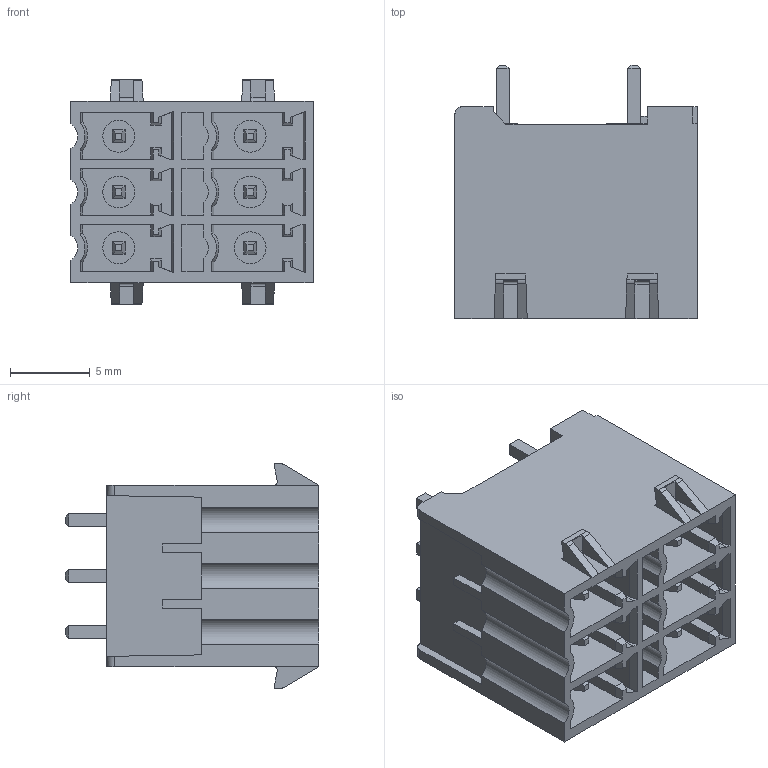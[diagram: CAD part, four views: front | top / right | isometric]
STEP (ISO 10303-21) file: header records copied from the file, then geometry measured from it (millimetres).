
FILE_DESCRIPTION((''),'2;1');
FILE_NAME('TLPHDL-007V-1','2024-09-13T11:59:31',('sheji109'),(''),'CREO PARAMETRIC BY PTC INC, 2018100','CREO PARAMETRIC BY PTC INC, 2018100','');
FILE_SCHEMA(('AUTOMOTIVE_DESIGN { 1 0 10303 214 1 1 1 1 }'));
Length unit declared in the file: millimetre
Products named in the file (1): TLPHDL-007V-1
Bounding box: 15.2 x 15.9 x 14.1 mm (x, y, z)
Volume: 1519.5 mm3; surface area: 2309.8 mm2
Topology: 1 solids, 4 shells, 569 faces, 1505 edges, 971 vertices
Faces by surface type: plane 487, cylinder 59, cone 21, bspline 2
Entity records: 17512 total; most frequent: CARTESIAN_POINT 3386, ORIENTED_EDGE 3010, DIRECTION 2698, EDGE_CURVE 1505, VECTOR 1326, LINE 1326, VERTEX_POINT 971, AXIS2_PLACEMENT_3D 686
